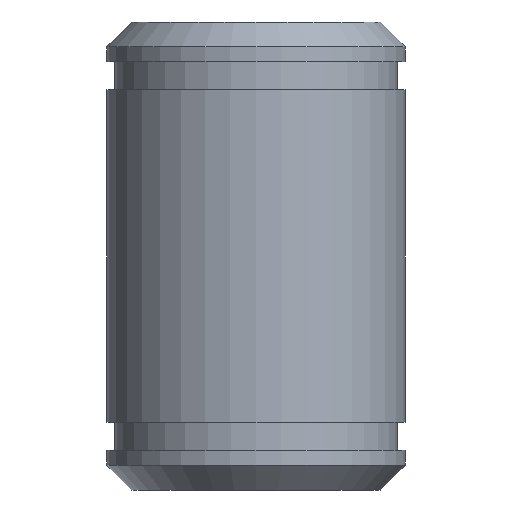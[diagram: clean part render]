
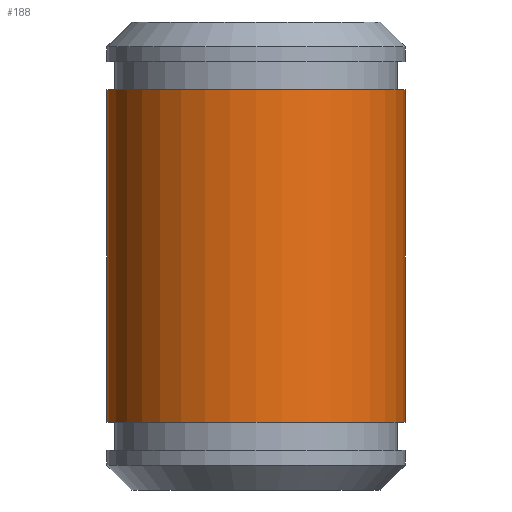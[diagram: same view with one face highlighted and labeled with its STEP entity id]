
A CAD part, front view. The second image highlights one B-rep face of the part: STEP entity #188.
In plain terms, the highlighted cylindrical face has radius 6 mm (diameter 12 mm), a full revolution.
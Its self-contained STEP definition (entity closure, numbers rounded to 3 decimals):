
#22=LINE('',#345,#30);
#30=VECTOR('',#290,6.);
#37=CYLINDRICAL_SURFACE('',#233,6.);
#54=FACE_OUTER_BOUND('',#72,.T.);
#72=EDGE_LOOP('',(#157,#158,#159,#160));
#79=CIRCLE('',#214,6.);
#85=CIRCLE('',#224,6.);
#93=VERTEX_POINT('',#309);
#99=VERTEX_POINT('',#327);
#107=EDGE_CURVE('',#93,#93,#79,.T.);
#115=EDGE_CURVE('',#99,#99,#85,.T.);
#123=EDGE_CURVE('',#93,#99,#22,.T.);
#157=ORIENTED_EDGE('',*,*,#107,.T.);
#158=ORIENTED_EDGE('',*,*,#123,.T.);
#159=ORIENTED_EDGE('',*,*,#115,.T.);
#160=ORIENTED_EDGE('',*,*,#123,.F.);
#188=ADVANCED_FACE('',(#54),#37,.T.);
#214=AXIS2_PLACEMENT_3D('',#310,#245,#246);
#224=AXIS2_PLACEMENT_3D('',#328,#267,#268);
#233=AXIS2_PLACEMENT_3D('',#344,#288,#289);
#245=DIRECTION('center_axis',(0.,0.,-1.));
#246=DIRECTION('ref_axis',(-1.,0.,0.));
#267=DIRECTION('center_axis',(0.,0.,1.));
#268=DIRECTION('ref_axis',(-1.,0.,0.));
#288=DIRECTION('center_axis',(0.,0.,1.));
#289=DIRECTION('ref_axis',(-1.,0.,0.));
#290=DIRECTION('',(0.,0.,-1.));
#309=CARTESIAN_POINT('',(6.,0.,16.1));
#310=CARTESIAN_POINT('Origin',(0.,0.,16.1));
#327=CARTESIAN_POINT('',(6.,0.,2.73));
#328=CARTESIAN_POINT('Origin',(0.,0.,2.73));
#344=CARTESIAN_POINT('Origin',(0.,0.,0.));
#345=CARTESIAN_POINT('',(6.,0.,0.));
